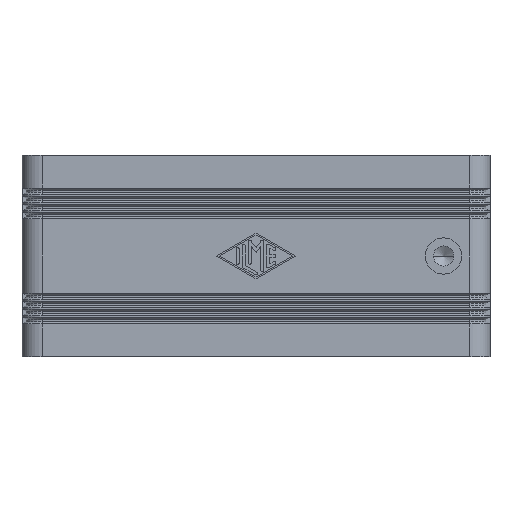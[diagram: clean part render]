
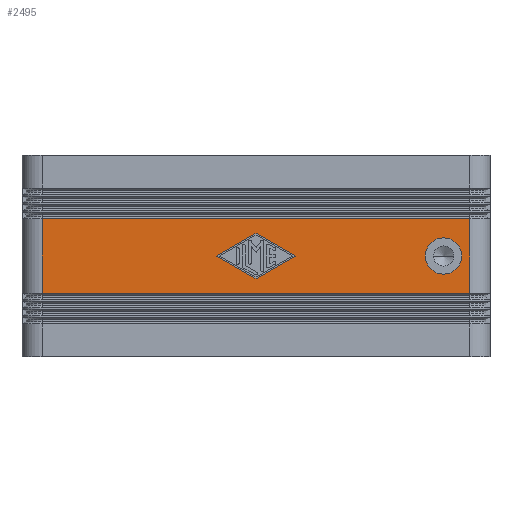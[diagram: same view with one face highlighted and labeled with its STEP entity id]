
A CAD part, front view. The second image highlights one B-rep face of the part: STEP entity #2495.
In plain terms, the highlighted planar face has unit normal (0, -1, 0).
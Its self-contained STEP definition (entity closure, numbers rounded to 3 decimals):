
#189=CARTESIAN_POINT('',(51.,-21.5,25.0));
#190=VERTEX_POINT('',#189);
#206=CARTESIAN_POINT('',(42.0,-21.5,25.0));
#207=VERTEX_POINT('',#206);
#214=CARTESIAN_POINT('',(46.5,-21.5,25.0));
#215=DIRECTION('',(0.0,1.0,0.0));
#216=DIRECTION('',(1.0,0.0,0.0));
#217=AXIS2_PLACEMENT_3D('',#214,#215,#216);
#218=CIRCLE('',#217,4.5);
#219=EDGE_CURVE('',#190,#207,#218,.T.);
#1675=CARTESIAN_POINT('',(-9.75,-21.5,25.0));
#1676=VERTEX_POINT('',#1675);
#1683=CARTESIAN_POINT('',(0.,-21.5,19.375));
#1684=VERTEX_POINT('',#1683);
#1685=CARTESIAN_POINT('',(0.,-21.5,19.375));
#1686=DIRECTION('',(-0.866,0.0,0.5));
#1687=VECTOR('',#1686,11.256);
#1688=LINE('',#1685,#1687);
#1689=EDGE_CURVE('',#1684,#1676,#1688,.T.);
#1714=CARTESIAN_POINT('',(9.75,-21.5,25.0));
#1715=VERTEX_POINT('',#1714);
#1716=CARTESIAN_POINT('',(9.75,-21.5,25.0));
#1717=DIRECTION('',(-0.866,0.0,-0.5));
#1718=VECTOR('',#1717,11.256);
#1719=LINE('',#1716,#1718);
#1720=EDGE_CURVE('',#1715,#1684,#1719,.T.);
#1745=CARTESIAN_POINT('',(0.,-21.5,30.625));
#1746=VERTEX_POINT('',#1745);
#1747=CARTESIAN_POINT('',(0.,-21.5,30.625));
#1748=DIRECTION('',(0.866,0.0,-0.5));
#1749=VECTOR('',#1748,11.256);
#1750=LINE('',#1747,#1749);
#1751=EDGE_CURVE('',#1746,#1715,#1750,.T.);
#1774=CARTESIAN_POINT('',(-9.75,-21.5,25.0));
#1775=DIRECTION('',(0.866,0.0,0.5));
#1776=VECTOR('',#1775,11.256);
#1777=LINE('',#1774,#1776);
#1778=EDGE_CURVE('',#1676,#1746,#1777,.T.);
#2440=CARTESIAN_POINT('',(53.,-21.5,0.0));
#2441=DIRECTION('',(0.0,-1.0,0.0));
#2442=DIRECTION('',(0.0,0.0,-1.0));
#2443=AXIS2_PLACEMENT_3D('',#2440,#2441,#2442);
#2444=PLANE('',#2443);
#2445=CARTESIAN_POINT('',(53.0,-21.5,34.173));
#2446=VERTEX_POINT('',#2445);
#2447=CARTESIAN_POINT('',(-53.0,-21.5,34.173));
#2448=VERTEX_POINT('',#2447);
#2449=CARTESIAN_POINT('',(53.0,-21.5,34.173));
#2450=DIRECTION('',(-1.0,0.0,0.0));
#2451=VECTOR('',#2450,106.0);
#2452=LINE('',#2449,#2451);
#2453=EDGE_CURVE('',#2446,#2448,#2452,.T.);
#2454=ORIENTED_EDGE('',*,*,#2453,.T.);
#2455=CARTESIAN_POINT('',(-53.0,-21.5,15.827));
#2456=VERTEX_POINT('',#2455);
#2457=CARTESIAN_POINT('',(-53.0,-21.5,15.827));
#2458=DIRECTION('',(0.0,0.0,1.0));
#2459=VECTOR('',#2458,18.345);
#2460=LINE('',#2457,#2459);
#2461=EDGE_CURVE('',#2456,#2448,#2460,.T.);
#2462=ORIENTED_EDGE('',*,*,#2461,.F.);
#2463=CARTESIAN_POINT('',(53.0,-21.5,15.827));
#2464=VERTEX_POINT('',#2463);
#2465=CARTESIAN_POINT('',(-53.0,-21.5,15.827));
#2466=DIRECTION('',(1.0,0.0,0.0));
#2467=VECTOR('',#2466,106.0);
#2468=LINE('',#2465,#2467);
#2469=EDGE_CURVE('',#2456,#2464,#2468,.T.);
#2470=ORIENTED_EDGE('',*,*,#2469,.T.);
#2471=CARTESIAN_POINT('',(53.0,-21.5,15.827));
#2472=DIRECTION('',(0.0,0.0,1.0));
#2473=VECTOR('',#2472,18.345);
#2474=LINE('',#2471,#2473);
#2475=EDGE_CURVE('',#2464,#2446,#2474,.T.);
#2476=ORIENTED_EDGE('',*,*,#2475,.T.);
#2477=EDGE_LOOP('',(#2454,#2462,#2470,#2476));
#2478=FACE_OUTER_BOUND('',#2477,.T.);
#2479=ORIENTED_EDGE('',*,*,#219,.T.);
#2480=CARTESIAN_POINT('',(46.5,-21.5,25.0));
#2481=DIRECTION('',(0.0,1.0,0.0));
#2482=DIRECTION('',(1.0,0.0,0.0));
#2483=AXIS2_PLACEMENT_3D('',#2480,#2481,#2482);
#2484=CIRCLE('',#2483,4.5);
#2485=EDGE_CURVE('',#207,#190,#2484,.T.);
#2486=ORIENTED_EDGE('',*,*,#2485,.T.);
#2487=EDGE_LOOP('',(#2479,#2486));
#2488=FACE_BOUND('',#2487,.T.);
#2489=ORIENTED_EDGE('',*,*,#1689,.T.);
#2490=ORIENTED_EDGE('',*,*,#1778,.T.);
#2491=ORIENTED_EDGE('',*,*,#1751,.T.);
#2492=ORIENTED_EDGE('',*,*,#1720,.T.);
#2493=EDGE_LOOP('',(#2489,#2490,#2491,#2492));
#2494=FACE_BOUND('',#2493,.T.);
#2495=ADVANCED_FACE('',(#2478,#2488,#2494),#2444,.T.);
